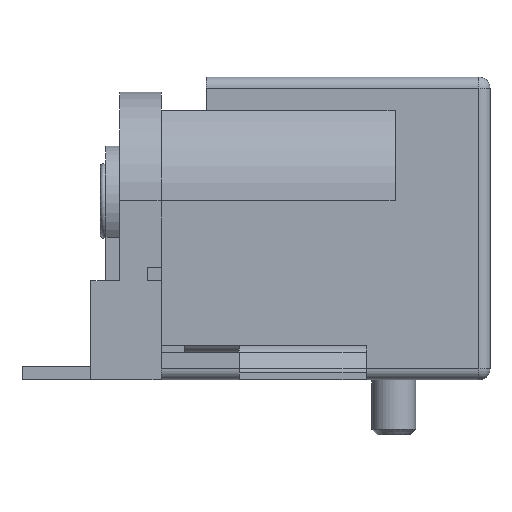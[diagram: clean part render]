
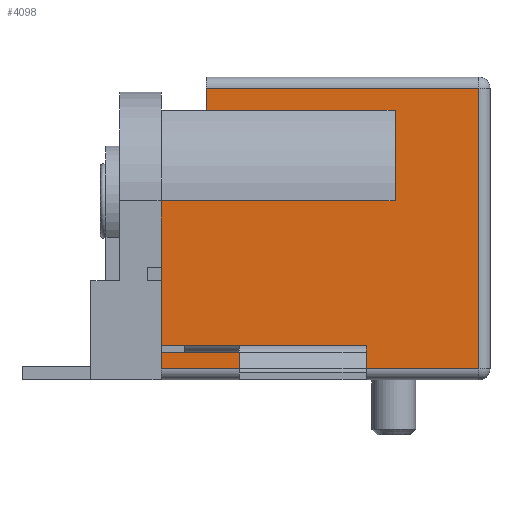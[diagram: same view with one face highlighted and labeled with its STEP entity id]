
A CAD part, left-side view. The second image highlights one B-rep face of the part: STEP entity #4098.
In plain terms, the highlighted planar face has unit normal (-1, 0, 0).
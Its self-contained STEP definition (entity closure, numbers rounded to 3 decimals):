
#215=PLANE('',#4497);
#1412=ORIENTED_EDGE('',*,*,#1990,.F.);
#1413=ORIENTED_EDGE('',*,*,#1989,.F.);
#1414=ORIENTED_EDGE('',*,*,#2011,.T.);
#1415=ORIENTED_EDGE('',*,*,#2012,.T.);
#1416=ORIENTED_EDGE('',*,*,#1999,.T.);
#1417=ORIENTED_EDGE('',*,*,#1996,.F.);
#1418=ORIENTED_EDGE('',*,*,#1994,.T.);
#1419=ORIENTED_EDGE('',*,*,#1991,.T.);
#1420=ORIENTED_EDGE('',*,*,#1983,.F.);
#1421=ORIENTED_EDGE('',*,*,#1855,.F.);
#1422=ORIENTED_EDGE('',*,*,#1882,.F.);
#1423=ORIENTED_EDGE('',*,*,#1847,.T.);
#1847=EDGE_CURVE('',#2292,#2291,#2719,.T.);
#1855=EDGE_CURVE('',#2298,#2295,#2727,.T.);
#1882=EDGE_CURVE('',#2292,#2298,#2754,.T.);
#1983=EDGE_CURVE('',#2295,#2383,#2831,.T.);
#1989=EDGE_CURVE('',#2384,#2386,#2833,.T.);
#1990=EDGE_CURVE('',#2386,#2291,#2834,.T.);
#1991=EDGE_CURVE('',#2387,#2383,#2835,.T.);
#1994=EDGE_CURVE('',#2388,#2387,#2838,.T.);
#1996=EDGE_CURVE('',#2388,#2389,#2840,.T.);
#1999=EDGE_CURVE('',#2392,#2389,#2842,.T.);
#2011=EDGE_CURVE('',#2384,#2396,#2848,.T.);
#2012=EDGE_CURVE('',#2396,#2392,#2849,.T.);
#2291=VERTEX_POINT('',#6467);
#2292=VERTEX_POINT('',#6469);
#2295=VERTEX_POINT('',#6478);
#2298=VERTEX_POINT('',#6483);
#2383=VERTEX_POINT('',#6746);
#2384=VERTEX_POINT('',#6751);
#2386=VERTEX_POINT('',#6757);
#2387=VERTEX_POINT('',#6763);
#2388=VERTEX_POINT('',#6767);
#2389=VERTEX_POINT('',#6771);
#2392=VERTEX_POINT('',#6779);
#2396=VERTEX_POINT('',#6797);
#2719=LINE('',#6468,#3174);
#2727=LINE('',#6484,#3182);
#2754=LINE('',#6535,#3209);
#2831=LINE('',#6745,#3286);
#2833=LINE('',#6758,#3288);
#2834=LINE('',#6760,#3289);
#2835=LINE('',#6762,#3290);
#2838=LINE('',#6768,#3293);
#2840=LINE('',#6772,#3295);
#2842=LINE('',#6778,#3297);
#2848=LINE('',#6801,#3303);
#2849=LINE('',#6803,#3304);
#3174=VECTOR('',#5290,1000.);
#3182=VECTOR('',#5300,1000.);
#3209=VECTOR('',#5343,1000.);
#3286=VECTOR('',#5550,1000.);
#3288=VECTOR('',#5566,1000.);
#3289=VECTOR('',#5569,1000.);
#3290=VECTOR('',#5572,1000.);
#3293=VECTOR('',#5577,1000.);
#3295=VECTOR('',#5581,1000.);
#3297=VECTOR('',#5587,1000.);
#3303=VECTOR('',#5617,1000.);
#3304=VECTOR('',#5620,1000.);
#3561=EDGE_LOOP('',(#1412,#1413,#1414,#1415,#1416,#1417,#1418,#1419,#1420,
#1421,#1422,#1423));
#3823=FACE_BOUND('',#3561,.T.);
#4098=ADVANCED_FACE('',(#3823),#215,.T.);
#4497=AXIS2_PLACEMENT_3D('',#6804,#5621,#5622);
#5290=DIRECTION('',(0.,1.,0.));
#5300=DIRECTION('',(0.,1.,0.));
#5343=DIRECTION('',(0.,0.,1.));
#5550=DIRECTION('',(0.,0.,1.));
#5566=DIRECTION('',(0.,1.,0.));
#5569=DIRECTION('',(0.,0.,1.));
#5572=DIRECTION('',(0.,1.,0.));
#5577=DIRECTION('',(0.,0.,-1.));
#5581=DIRECTION('',(0.,1.,0.));
#5587=DIRECTION('',(0.,0.,-1.));
#5617=DIRECTION('',(0.,0.,1.));
#5620=DIRECTION('',(0.,1.,0.));
#5621=DIRECTION('',(-1.,0.,0.));
#5622=DIRECTION('',(0.,0.,1.));
#6467=CARTESIAN_POINT('',(-4.5,5.975,-4.5));
#6468=CARTESIAN_POINT('',(-4.5,-1.475,-4.5));
#6469=CARTESIAN_POINT('',(-4.5,-1.475,-4.5));
#6478=CARTESIAN_POINT('',(-4.5,5.975,-4.25));
#6483=CARTESIAN_POINT('',(-4.5,-1.475,-4.25));
#6484=CARTESIAN_POINT('',(-4.5,-1.475,-4.25));
#6535=CARTESIAN_POINT('',(-4.5,-1.475,-4.5));
#6745=CARTESIAN_POINT('',(-4.5,5.975,-5.5));
#6746=CARTESIAN_POINT('',(-4.5,5.975,1.));
#6751=CARTESIAN_POINT('',(-4.5,-5.575,-5.1));
#6757=CARTESIAN_POINT('',(-4.5,5.975,-5.1));
#6758=CARTESIAN_POINT('',(-4.5,-5.975,-5.1));
#6760=CARTESIAN_POINT('',(-4.5,5.975,-5.5));
#6762=CARTESIAN_POINT('',(-4.5,-2.525,1.));
#6763=CARTESIAN_POINT('',(-4.5,-2.525,1.));
#6767=CARTESIAN_POINT('',(-4.5,-2.525,4.3));
#6768=CARTESIAN_POINT('',(-4.5,-2.525,4.3));
#6771=CARTESIAN_POINT('',(-4.5,4.325,4.3));
#6772=CARTESIAN_POINT('',(-4.5,-2.525,4.3));
#6778=CARTESIAN_POINT('',(-4.5,4.325,5.5));
#6779=CARTESIAN_POINT('',(-4.5,4.325,5.1));
#6797=CARTESIAN_POINT('',(-4.5,-5.575,5.1));
#6801=CARTESIAN_POINT('',(-4.5,-5.575,5.5));
#6803=CARTESIAN_POINT('',(-4.5,-5.975,5.1));
#6804=CARTESIAN_POINT('',(-4.5,-5.975,-5.5));
